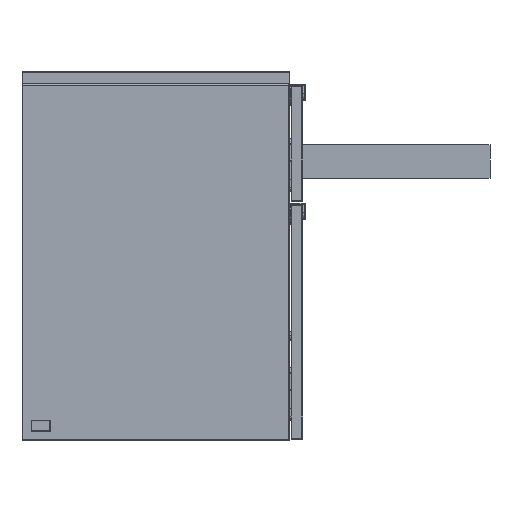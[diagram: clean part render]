
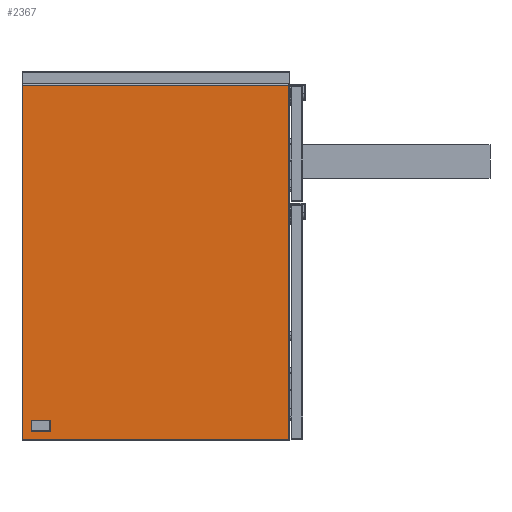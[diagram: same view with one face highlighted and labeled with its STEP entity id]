
A CAD part, left-side view. The second image highlights one B-rep face of the part: STEP entity #2367.
In plain terms, the highlighted planar face has unit normal (-1, 0, 0).
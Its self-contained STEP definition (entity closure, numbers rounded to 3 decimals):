
#1956=CARTESIAN_POINT('',(-2880.902,14347.691,568.));
#1957=VERTEX_POINT('',#1956);
#1965=CARTESIAN_POINT('',(-2880.902,13921.691,568.));
#1966=VERTEX_POINT('',#1965);
#1967=CARTESIAN_POINT('',(-2880.902,14347.691,568.));
#1968=DIRECTION('',(0.0,-1.0,0.0));
#1969=VECTOR('',#1968,426.);
#1970=LINE('',#1967,#1969);
#1971=EDGE_CURVE('',#1957,#1966,#1970,.T.);
#2005=CARTESIAN_POINT('',(-2880.902,13921.691,2.));
#2006=VERTEX_POINT('',#2005);
#2007=CARTESIAN_POINT('',(-2880.902,13921.691,568.));
#2008=DIRECTION('',(0.0,0.0,-1.0));
#2009=VECTOR('',#2008,566.);
#2010=LINE('',#2007,#2009);
#2011=EDGE_CURVE('',#1966,#2006,#2010,.T.);
#2036=CARTESIAN_POINT('',(-2880.902,14347.691,2.));
#2037=VERTEX_POINT('',#2036);
#2062=CARTESIAN_POINT('',(-2880.902,13921.691,2.));
#2063=DIRECTION('',(0.0,1.0,0.0));
#2064=VECTOR('',#2063,426.);
#2065=LINE('',#2062,#2064);
#2066=EDGE_CURVE('',#2006,#2037,#2065,.T.);
#2351=CARTESIAN_POINT('',(-2880.902,14133.691,285.0));
#2352=DIRECTION('',(1.0,0.0,0.0));
#2353=DIRECTION('',(0.0,-1.0,0.0));
#2354=AXIS2_PLACEMENT_3D('',#2351,#2352,#2353);
#2355=PLANE('',#2354);
#2356=ORIENTED_EDGE('',*,*,#1971,.F.);
#2357=CARTESIAN_POINT('',(-2880.902,14347.691,2.));
#2358=DIRECTION('',(0.0,0.0,1.0));
#2359=VECTOR('',#2358,566.);
#2360=LINE('',#2357,#2359);
#2361=EDGE_CURVE('',#2037,#1957,#2360,.T.);
#2362=ORIENTED_EDGE('',*,*,#2361,.F.);
#2363=ORIENTED_EDGE('',*,*,#2066,.F.);
#2364=ORIENTED_EDGE('',*,*,#2011,.F.);
#2365=EDGE_LOOP('',(#2356,#2362,#2363,#2364));
#2366=FACE_OUTER_BOUND('',#2365,.T.);
#2367=ADVANCED_FACE('',(#2366),#2355,.F.);
